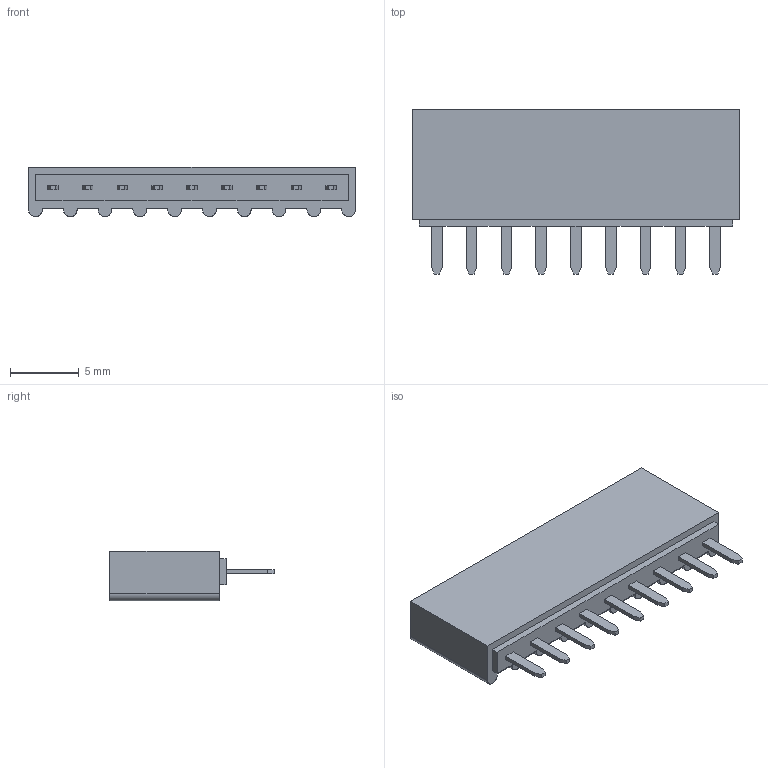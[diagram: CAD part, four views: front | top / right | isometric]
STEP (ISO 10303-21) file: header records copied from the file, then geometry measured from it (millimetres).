
FILE_DESCRIPTION( ('This file contains a STEP AP42 implementation' ,'as created by ZW3D STEP Interface translator.') ,'2;1' );
FILE_NAME( '2185-1XXSXXCUNX2.stp' ,'23 5 3.104159', (''), ('ZWCAD Software Co.'), 'Version 1.0', 'ZW3D to STEP translator', '' );
FILE_SCHEMA(('AUTOMOTIVE_DESIGN { 1 0 10303 214 1 1 1 1 }'));
Length unit declared in the file: millimetre
Products named in the file (2): 0; 2185-120SXXCUNX1001
Bounding box: 23.86 x 12 x 3.6 mm (x, y, z)
Volume: 505.1 mm3; surface area: 1508.5 mm2
Topology: 1 solids, 1 shells, 938 faces, 2778 edges, 1834 vertices
Faces by surface type: plane 640, cylinder 153, bspline 145
Entity records: 42682 total; most frequent: CARTESIAN_POINT 22003, ORIENTED_EDGE 5556, EDGE_CURVE 2778, B_SPLINE_CURVE_WITH_KNOTS 2454, DIRECTION 1894, VERTEX_POINT 1834, EDGE_LOOP 1020, FACE_OUTER_BOUND 938
